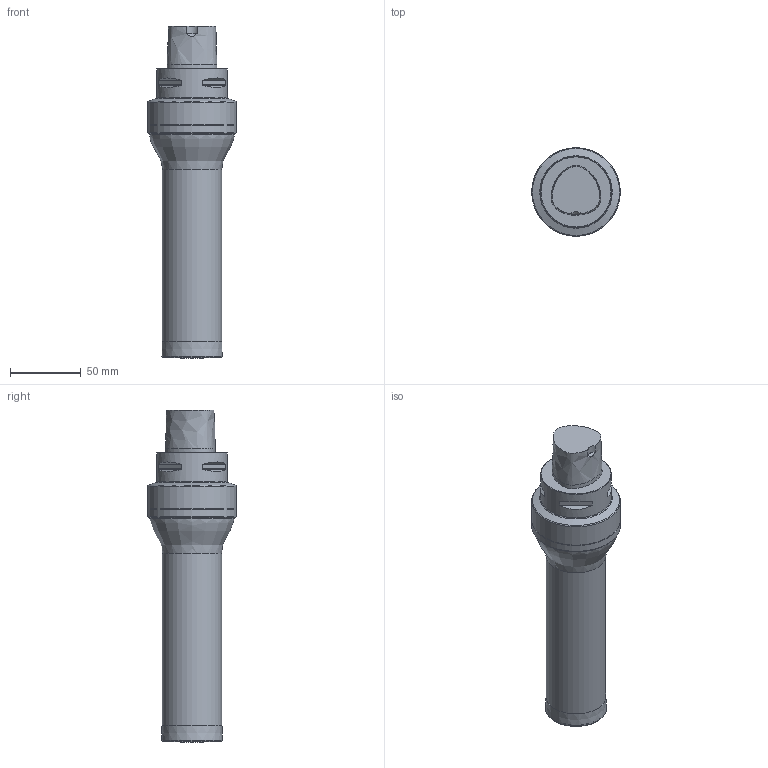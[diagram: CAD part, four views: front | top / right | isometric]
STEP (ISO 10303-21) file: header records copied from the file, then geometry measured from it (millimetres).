
FILE_DESCRIPTION(/* description */ ('3-D model version:1'),/* implementation_level */ '2;1');
FILE_NAME(/* name */ '880-D4300C5-03M1',/* time_stamp */ '2016-01-26T09:58:58+01:00',/* author */ ('CappDp'),/* organization */ ('AB Sandvik Coromant'),/* preprocessor_version */ 'ST-DEVELOPER v15',/* originating_system */ 'SIEMENS PLM Software NX 8.5',/* authorisation */ '');
FILE_SCHEMA (('AP203_CONFIGURATION_CONTROLLED_3D_DESIGN_OF_MECHANICAL_PARTS_AND_ASSEMBLIES_MIM_LF { 1 0 10303 403 2 1 2}'));
Length unit declared in the file: millimetre
Products named in the file (1): 9201_1_3D
Bounding box: 62.5 x 62.5 x 234 mm (x, y, z)
Volume: 387155.3 mm3; surface area: 45027.1 mm2
Topology: 2 solids, 3 shells, 59 faces, 129 edges, 80 vertices
Faces by surface type: plane 18, cone 16, cylinder 14, torus 8, bspline 2, revolution 1
Full cylindrical faces by diameter (mm): 41.8 x1, 50 x1, 59.5 x1, 62.5 x2
Entity records: 2589 total; most frequent: CARTESIAN_POINT 1394, DIRECTION 223, ORIENTED_EDGE 176, AXIS2_PLACEMENT_3D 99, EDGE_LOOP 96, EDGE_CURVE 88, FACE_BOUND 74, VERTEX_POINT 72
